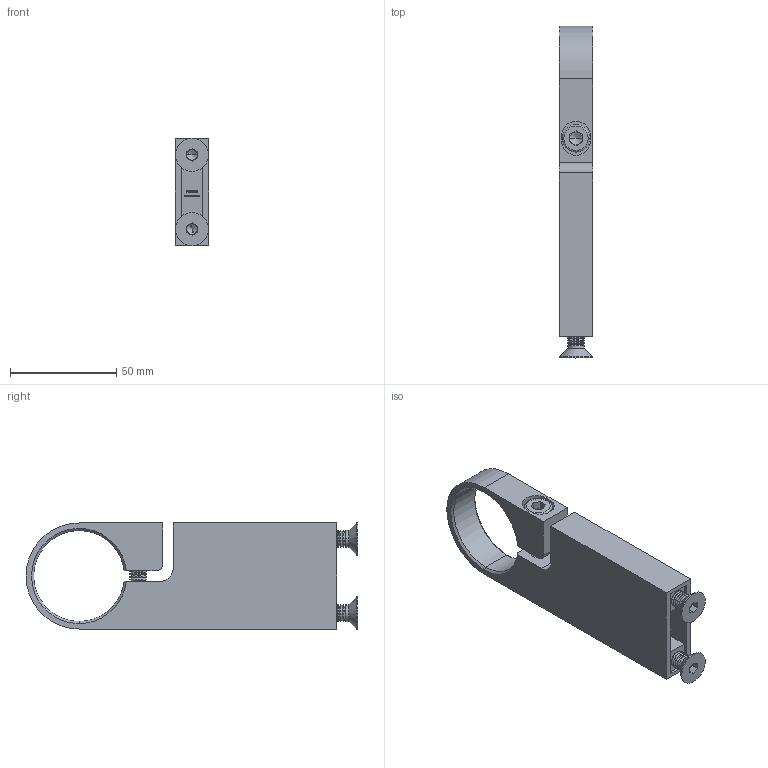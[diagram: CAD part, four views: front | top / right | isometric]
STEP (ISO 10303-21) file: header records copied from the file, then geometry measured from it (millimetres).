
FILE_DESCRIPTION (( 'STEP AP203' ), '1' );
FILE_NAME ('60206-240-100.step', '2019-05-03T08:23:38', ( '' ), ( '' ), 'SwSTEP 2.0', 'SolidWorks 2015', '' );
FILE_SCHEMA (( 'CONFIG_CONTROL_DESIGN' ));
Length unit declared in the file: millimetre
Products named in the file (4): socket countersunk head screw_din_DIN 7991 - M8 x 20 --- 20S; 6020X-240 Teil1 Konfig_60206-240-100 Teil1; 60206-240-100; socket head cap screw_din_DIN 912 M8 x 30 --- 30S
Assembly tree (4 placements, depth 2):
  60206-240-100
    6020X-240 Teil1 Konfig_60206-240-100 Teil1
    socket head cap screw_din_DIN 912 M8 x 30 --- 30S
    socket countersunk head screw_din_DIN 7991 - M8 x 20 --- 20S  x2
Bounding box: 16 x 156.4 x 50.57 mm (x, y, z)
Volume: 82862.2 mm3; surface area: 26792.2 mm2
Topology: 4 solids, 4 shells, 641 faces, 1652 edges, 1048 vertices
Faces by surface type: cone 200, plane 196, bspline 123, cylinder 114, torus 8
Entity records: 24666 total; most frequent: CARTESIAN_POINT 11384, ORIENTED_EDGE 2820, DIRECTION 2428, EDGE_CURVE 1410, VERTEX_POINT 907, AXIS2_PLACEMENT_3D 835, VECTOR 758, LINE 758
